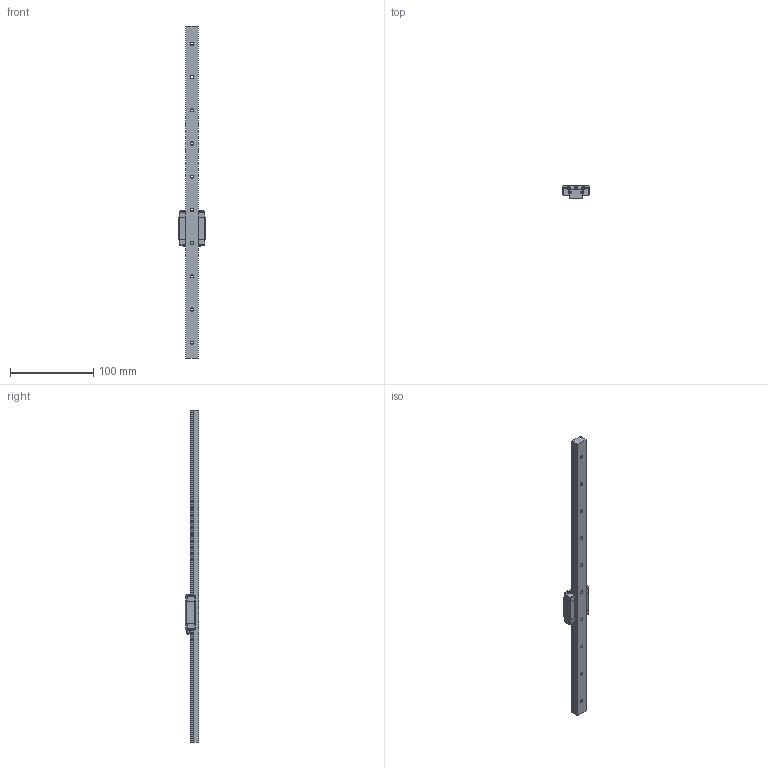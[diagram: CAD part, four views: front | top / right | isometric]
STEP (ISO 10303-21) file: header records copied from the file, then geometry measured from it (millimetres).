
FILE_DESCRIPTION (( 'STEP AP214' ), '1' );
FILE_NAME ('Rail with slider.STEP', '2025-06-09T16:54:52', ( '' ), ( '' ), 'SwSTEP 2.0', 'SolidWorks 2021', '' );
FILE_SCHEMA (( 'AUTOMOTIVE_DESIGN' ));
Length unit declared in the file: inch
Products named in the file (3): Rail with slider; Slider; Rail
Assembly tree (2 placements, depth 2):
  Rail with slider
    Rail
    Slider
Bounding box: 32 x 16.1 x 400 mm (x, y, z)
Volume: 67792.8 mm3; surface area: 29649.4 mm2
Topology: 24 solids, 24 shells, 720 faces, 1984 edges, 1288 vertices
Faces by surface type: cylinder 296, plane 266, cone 76, sphere 40, bspline 24, torus 18
Entity records: 35586 total; most frequent: CARTESIAN_POINT 13233, ORIENTED_EDGE 3752, DIRECTION 3402, EDGE_CURVE 1876, VERTEX_POINT 1228, AXIS2_PLACEMENT_3D 1221, VECTOR 960, LINE 960
